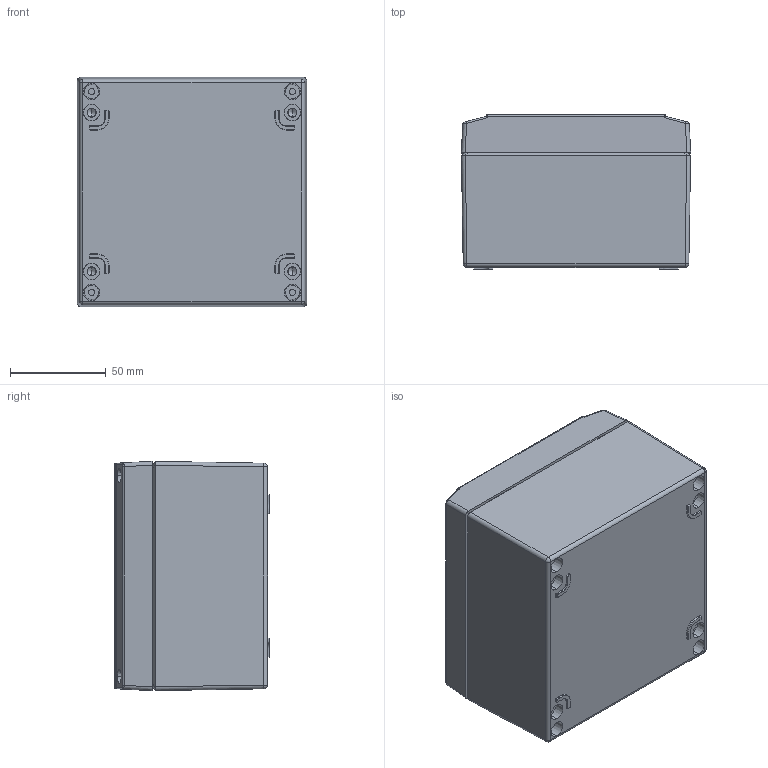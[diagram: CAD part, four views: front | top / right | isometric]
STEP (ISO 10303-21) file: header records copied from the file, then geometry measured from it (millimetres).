
FILE_DESCRIPTION (( 'STEP AP214' ), '1' );
FILE_NAME ('04121208.STEP', '2011-08-02T07:33:33', ( ' ' ), ( '' ), 'SwSTEP 2.0', 'SolidWorks 2010', '' );
FILE_SCHEMA (( 'AUTOMOTIVE_DESIGN' ));
Length unit declared in the file: millimetre
Products named in the file (5): 01175_M4 Gewinde Bearbeitung; 02175; 82003; 93132; 04121208
Assembly tree (7 placements, depth 2):
  04121208
    93132  x4
    82003
    02175
    01175_M4 Gewinde Bearbeitung
Bounding box: 120 x 81 x 120 mm (x, y, z)
Volume: 272928.7 mm3; surface area: 142472.6 mm2
Topology: 7 solids, 7 shells, 1029 faces, 2451 edges, 1440 vertices
Faces by surface type: cylinder 256, plane 255, bspline 220, cone 200, torus 78, sphere 20
Entity records: 32165 total; most frequent: CARTESIAN_POINT 11687, ORIENTED_EDGE 4410, DIRECTION 3987, EDGE_CURVE 2205, AXIS2_PLACEMENT_3D 1564, VERTEX_POINT 1314, EDGE_LOOP 1021, ADVANCED_FACE 948
